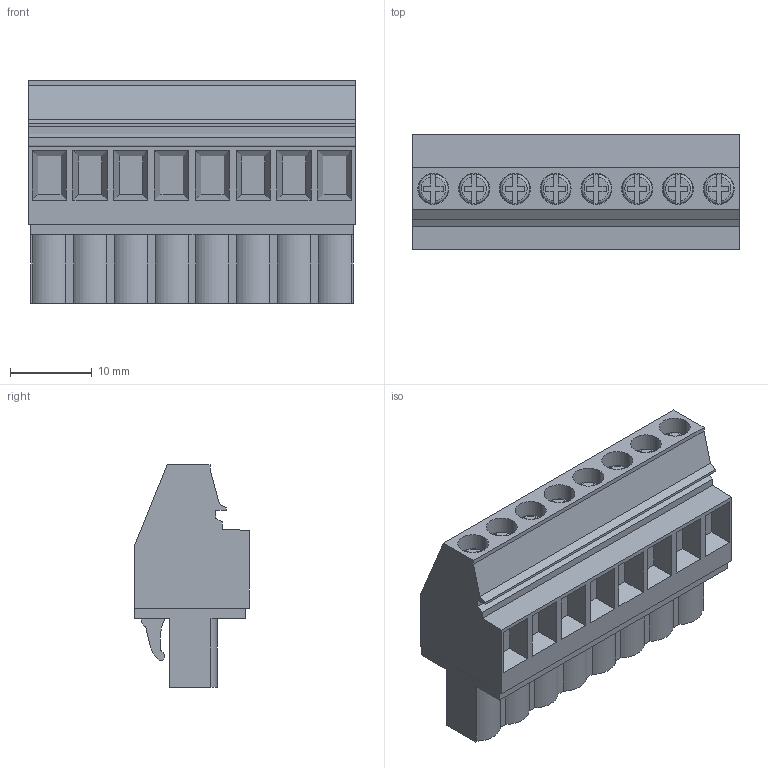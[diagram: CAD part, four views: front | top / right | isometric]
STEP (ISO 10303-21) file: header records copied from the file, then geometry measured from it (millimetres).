
FILE_DESCRIPTION(('CATIA V5 STEP Exchange','CAx-IF Rec.Pracs.--- Model Styling and Organization---1.2---2011-12-15'),'2;1');
FILE_NAME ('D1460454_0_1958810000_1958810000.stp','2018-09-11T05:40:39+00:00',('none'),('Weidmueller'),'CATIA Version 5-6 Release 2014','CATIA V5 STEP AP214','none');
FILE_SCHEMA(('AUTOMOTIVE_DESIGN { 1 0 10303 214 1 1 1 1 }'));
Length unit declared in the file: millimetre
Products named in the file (1): 1958810000
Bounding box: 40 x 14.1 x 27.3 mm (x, y, z)
Volume: 9549.2 mm3; surface area: 5109.6 mm2
Topology: 9 solids, 9 shells, 369 faces, 1024 edges, 698 vertices
Faces by surface type: plane 285, cylinder 52, cone 16, torus 16
Entity records: 10854 total; most frequent: CARTESIAN_POINT 2091, ORIENTED_EDGE 2048, DIRECTION 1376, EDGE_CURVE 1024, VECTOR 728, LINE 728, VERTEX_POINT 698, AXIS2_PLACEMENT_3D 441
